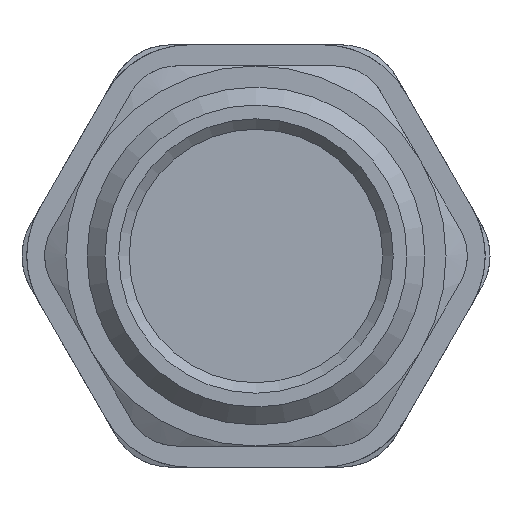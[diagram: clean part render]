
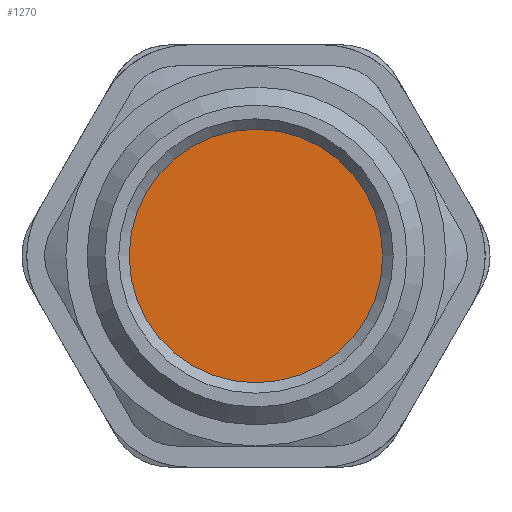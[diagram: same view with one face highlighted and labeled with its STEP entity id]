
A CAD part, front view. The second image highlights one B-rep face of the part: STEP entity #1270.
In plain terms, the highlighted planar face has unit normal (0, -1, 0).
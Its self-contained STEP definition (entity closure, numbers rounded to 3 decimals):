
#339=FACE_OUTER_BOUND('',#416,.T.);
#416=EDGE_LOOP('',(#863));
#500=CIRCLE('',#1371,6.);
#551=VERTEX_POINT('',#1811);
#673=EDGE_CURVE('',#551,#551,#500,.T.);
#863=ORIENTED_EDGE('',*,*,#673,.T.);
#1243=PLANE('',#1370);
#1270=ADVANCED_FACE('',(#339),#1243,.F.);
#1370=AXIS2_PLACEMENT_3D('',#1810,#1500,#1501);
#1371=AXIS2_PLACEMENT_3D('',#1812,#1502,#1503);
#1500=DIRECTION('center_axis',(0.,1.,0.));
#1501=DIRECTION('ref_axis',(0.,0.,1.));
#1502=DIRECTION('center_axis',(0.,-1.,0.));
#1503=DIRECTION('ref_axis',(-1.,0.,0.));
#1810=CARTESIAN_POINT('Origin',(-5.981,-5.555,0.));
#1811=CARTESIAN_POINT('',(0.019,-5.555,0.));
#1812=CARTESIAN_POINT('Origin',(-5.981,-5.555,0.));
